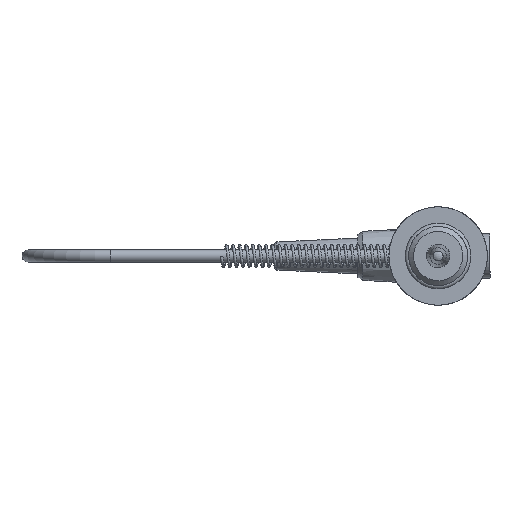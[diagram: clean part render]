
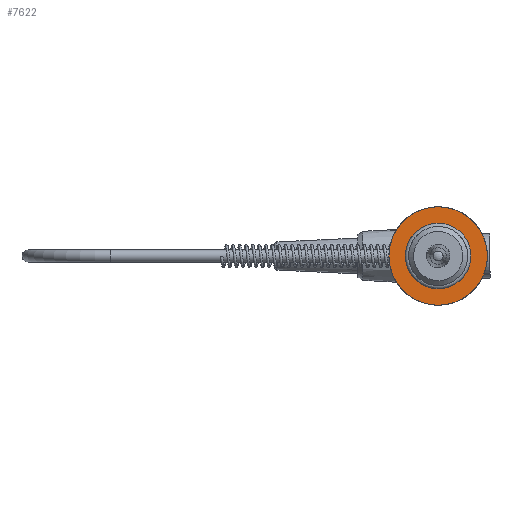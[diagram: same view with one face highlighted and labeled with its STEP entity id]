
A CAD part, left-side view. The second image highlights one B-rep face of the part: STEP entity #7622.
In plain terms, the highlighted planar face has unit normal (-1, 0, 0).
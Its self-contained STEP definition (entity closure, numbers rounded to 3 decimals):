
#1339=FACE_BOUND('',#2580,.T.);
#1742=PLANE('',#8389);
#2122=FACE_OUTER_BOUND('',#2579,.T.);
#2579=EDGE_LOOP('',(#6721));
#2580=EDGE_LOOP('',(#6722));
#3024=CIRCLE('',#8383,10.);
#3025=CIRCLE('',#8385,15.);
#3719=VERTEX_POINT('',#17266);
#3720=VERTEX_POINT('',#17269);
#4736=EDGE_CURVE('',#3719,#3719,#3024,.T.);
#4737=EDGE_CURVE('',#3720,#3720,#3025,.T.);
#6721=ORIENTED_EDGE('',*,*,#4737,.T.);
#6722=ORIENTED_EDGE('',*,*,#4736,.F.);
#7622=ADVANCED_FACE('',(#2122,#1339),#1742,.T.);
#8383=AXIS2_PLACEMENT_3D('',#17267,#10468,#10469);
#8385=AXIS2_PLACEMENT_3D('',#17270,#10472,#10473);
#8389=AXIS2_PLACEMENT_3D('',#17276,#10480,#10481);
#10468=DIRECTION('center_axis',(-1.,0.,0.));
#10469=DIRECTION('ref_axis',(0.,0.,
1.));
#10472=DIRECTION('center_axis',(-1.,0.,0.));
#10473=DIRECTION('ref_axis',(0.,0.,
-1.));
#10480=DIRECTION('center_axis',(-1.,0.,0.));
#10481=DIRECTION('ref_axis',(0.,0.,
1.));
#17266=CARTESIAN_POINT('',(3.9,0.,10.046));
#17267=CARTESIAN_POINT('Origin',(3.9,0.,
0.046));
#17269=CARTESIAN_POINT('',(3.9,0.,15.046));
#17270=CARTESIAN_POINT('Origin',(3.9,0.,
0.046));
#17276=CARTESIAN_POINT('Origin',(3.9,0.,
0.046));
